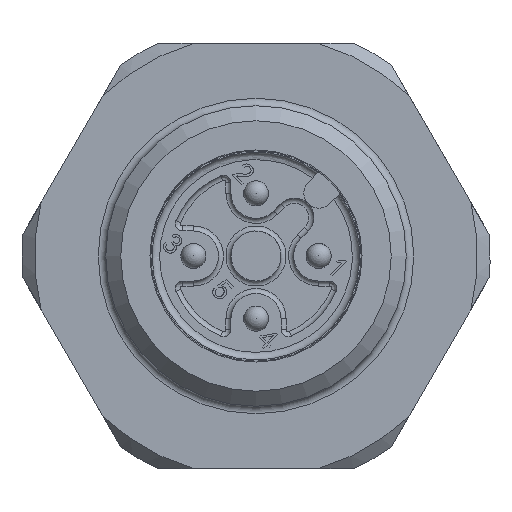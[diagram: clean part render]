
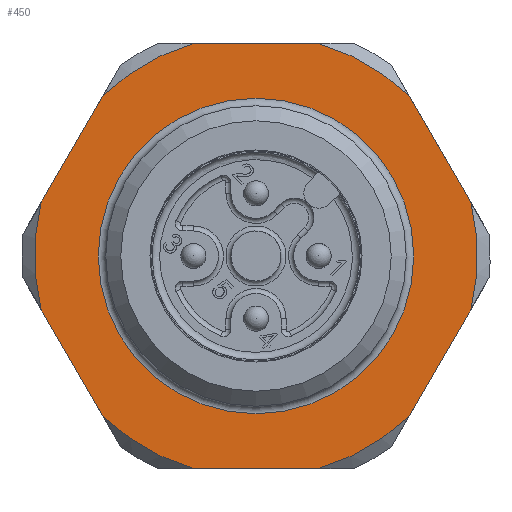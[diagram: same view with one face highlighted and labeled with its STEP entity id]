
A CAD part, front view. The second image highlights one B-rep face of the part: STEP entity #450.
In plain terms, the highlighted planar face has unit normal (0, -1, 0).
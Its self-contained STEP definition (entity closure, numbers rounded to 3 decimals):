
#450=ADVANCED_FACE('',(#1195,#1196),#645,.T.);
#645=PLANE('',#3450);
#741=LINE('',#4759,#960);
#742=LINE('',#4760,#961);
#743=LINE('',#4761,#962);
#744=LINE('',#4762,#963);
#745=LINE('',#4763,#964);
#746=LINE('',#4764,#965);
#960=VECTOR('',#3820,1.);
#961=VECTOR('',#3821,1.);
#962=VECTOR('',#3822,1.);
#963=VECTOR('',#3823,1.);
#964=VECTOR('',#3824,1.);
#965=VECTOR('',#3825,1.);
#1195=FACE_BOUND('',#1320,.T.);
#1196=FACE_BOUND('',#1321,.T.);
#1320=EDGE_LOOP('',(#1636));
#1321=EDGE_LOOP('',(#1637,#1638,#1639,#1640,#1641,#1642,#1643,#1644,#1645,
#1646,#1647,#1648));
#1636=ORIENTED_EDGE('',*,*,#2855,.T.);
#1637=ORIENTED_EDGE('',*,*,#2838,.F.);
#1638=ORIENTED_EDGE('',*,*,#2856,.T.);
#1639=ORIENTED_EDGE('',*,*,#2840,.F.);
#1640=ORIENTED_EDGE('',*,*,#2857,.T.);
#1641=ORIENTED_EDGE('',*,*,#2853,.F.);
#1642=ORIENTED_EDGE('',*,*,#2858,.T.);
#1643=ORIENTED_EDGE('',*,*,#2850,.F.);
#1644=ORIENTED_EDGE('',*,*,#2859,.T.);
#1645=ORIENTED_EDGE('',*,*,#2847,.F.);
#1646=ORIENTED_EDGE('',*,*,#2860,.T.);
#1647=ORIENTED_EDGE('',*,*,#2844,.F.);
#1648=ORIENTED_EDGE('',*,*,#2861,.T.);
#2516=VERTEX_POINT('',#4689);
#2517=VERTEX_POINT('',#4691);
#2518=VERTEX_POINT('',#4698);
#2519=VERTEX_POINT('',#4699);
#2520=VERTEX_POINT('',#4713);
#2521=VERTEX_POINT('',#4715);
#2522=VERTEX_POINT('',#4725);
#2523=VERTEX_POINT('',#4727);
#2524=VERTEX_POINT('',#4737);
#2525=VERTEX_POINT('',#4739);
#2526=VERTEX_POINT('',#4749);
#2527=VERTEX_POINT('',#4751);
#2528=VERTEX_POINT('',#4758);
#2838=EDGE_CURVE('',#2516,#2517,#3277,.T.);
#2840=EDGE_CURVE('',#2518,#2519,#3278,.T.);
#2844=EDGE_CURVE('',#2520,#2521,#3279,.T.);
#2847=EDGE_CURVE('',#2522,#2523,#3280,.T.);
#2850=EDGE_CURVE('',#2524,#2525,#3281,.T.);
#2853=EDGE_CURVE('',#2526,#2527,#3282,.T.);
#2855=EDGE_CURVE('',#2528,#2528,#3283,.T.);
#2856=EDGE_CURVE('',#2516,#2519,#741,.T.);
#2857=EDGE_CURVE('',#2518,#2527,#742,.T.);
#2858=EDGE_CURVE('',#2526,#2525,#743,.T.);
#2859=EDGE_CURVE('',#2524,#2523,#744,.T.);
#2860=EDGE_CURVE('',#2522,#2521,#745,.T.);
#2861=EDGE_CURVE('',#2520,#2517,#746,.T.);
#3277=CIRCLE('',#3437,8.85);
#3278=CIRCLE('',#3439,8.85);
#3279=CIRCLE('',#3441,8.85);
#3280=CIRCLE('',#3443,8.85);
#3281=CIRCLE('',#3445,8.85);
#3282=CIRCLE('',#3447,8.85);
#3283=CIRCLE('',#3449,6.3);
#3437=AXIS2_PLACEMENT_3D('',#4690,#3794,#3795);
#3439=AXIS2_PLACEMENT_3D('',#4697,#3798,#3799);
#3441=AXIS2_PLACEMENT_3D('',#4714,#3802,#3803);
#3443=AXIS2_PLACEMENT_3D('',#4726,#3806,#3807);
#3445=AXIS2_PLACEMENT_3D('',#4738,#3810,#3811);
#3447=AXIS2_PLACEMENT_3D('',#4750,#3814,#3815);
#3449=AXIS2_PLACEMENT_3D('',#4757,#3818,#3819);
#3450=AXIS2_PLACEMENT_3D('',#4765,#3826,#3827);
#3794=DIRECTION('',(0.,1.,0.));
#3795=DIRECTION('',(0.,0.,-1.));
#3798=DIRECTION('',(0.,1.,0.));
#3799=DIRECTION('',(0.,0.,-1.));
#3802=DIRECTION('',(0.,1.,0.));
#3803=DIRECTION('',(0.,0.,-1.));
#3806=DIRECTION('',(0.,1.,0.));
#3807=DIRECTION('',(0.,0.,-1.));
#3810=DIRECTION('',(0.,1.,0.));
#3811=DIRECTION('',(0.,0.,-1.));
#3814=DIRECTION('',(0.,1.,0.));
#3815=DIRECTION('',(0.,0.,-1.));
#3818=DIRECTION('',(0.,1.,0.));
#3819=DIRECTION('',(0.,0.,1.));
#3820=DIRECTION('',(-0.5,0.,0.866));
#3821=DIRECTION('',(-1.,0.,0.));
#3822=DIRECTION('',(-0.5,0.,-0.866));
#3823=DIRECTION('',(0.5,0.,-0.866));
#3824=DIRECTION('',(1.,0.,0.));
#3825=DIRECTION('',(0.5,0.,0.866));
#3826=DIRECTION('',(0.,-1.,0.));
#3827=DIRECTION('',(0.,0.,-1.));
#4689=CARTESIAN_POINT('',(26.018,-7.425,2.116));
#4690=CARTESIAN_POINT('',(17.425,-7.425,0.));
#4691=CARTESIAN_POINT('',(26.018,-7.425,-2.116));
#4697=CARTESIAN_POINT('',(17.425,-7.425,0.));
#4698=CARTESIAN_POINT('',(19.889,-7.425,8.5));
#4699=CARTESIAN_POINT('',(23.554,-7.425,6.384));
#4713=CARTESIAN_POINT('',(23.554,-7.425,-6.384));
#4714=CARTESIAN_POINT('',(17.425,-7.425,0.));
#4715=CARTESIAN_POINT('',(19.889,-7.425,-8.5));
#4725=CARTESIAN_POINT('',(14.961,-7.425,-8.5));
#4726=CARTESIAN_POINT('',(17.425,-7.425,0.));
#4727=CARTESIAN_POINT('',(11.296,-7.425,-6.384));
#4737=CARTESIAN_POINT('',(8.832,-7.425,-2.116));
#4738=CARTESIAN_POINT('',(17.425,-7.425,0.));
#4739=CARTESIAN_POINT('',(8.832,-7.425,2.116));
#4749=CARTESIAN_POINT('',(11.296,-7.425,6.384));
#4750=CARTESIAN_POINT('',(17.425,-7.425,0.));
#4751=CARTESIAN_POINT('',(14.961,-7.425,8.5));
#4757=CARTESIAN_POINT('',(17.425,-7.425,0.));
#4758=CARTESIAN_POINT('',(17.425,-7.425,6.3));
#4759=CARTESIAN_POINT('',(22.574,-7.425,8.082));
#4760=CARTESIAN_POINT('',(8.575,-7.425,8.5));
#4761=CARTESIAN_POINT('',(7.851,-7.425,0.418));
#4762=CARTESIAN_POINT('',(7.851,-7.425,-0.418));
#4763=CARTESIAN_POINT('',(8.575,-7.425,-8.5));
#4764=CARTESIAN_POINT('',(22.574,-7.425,-8.082));
#4765=CARTESIAN_POINT('',(8.575,-7.425,0.));
